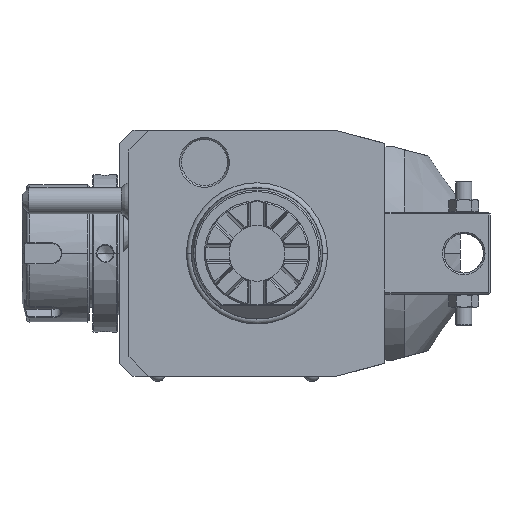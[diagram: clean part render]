
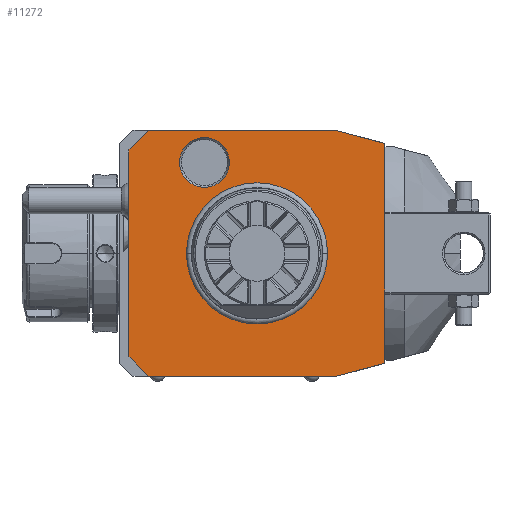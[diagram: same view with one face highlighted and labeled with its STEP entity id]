
A CAD part, front view. The second image highlights one B-rep face of the part: STEP entity #11272.
In plain terms, the highlighted planar face has unit normal (0, -1, 0).
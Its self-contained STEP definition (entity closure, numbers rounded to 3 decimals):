
#1=DIRECTION('',(-0.966,0.,0.259));
#2=VECTOR('',#1,15.529);
#3=CARTESIAN_POINT('',(39.,0.,33.481));
#4=LINE('',#3,#2);
#5=DIRECTION('',(0.,0.,1.));
#6=VECTOR('',#5,66.962);
#7=CARTESIAN_POINT('',(39.,0.,-33.481));
#8=LINE('',#7,#6);
#9=DIRECTION('',(0.966,0.,0.259));
#10=VECTOR('',#9,15.529);
#11=CARTESIAN_POINT('',(24.,0.,-37.5));
#12=LINE('',#11,#10);
#13=DIRECTION('',(1.,0.,0.));
#14=VECTOR('',#13,57.);
#15=CARTESIAN_POINT('',(-33.,0.,-37.5));
#16=LINE('',#15,#14);
#17=DIRECTION('',(0.707,0.,-0.707));
#18=VECTOR('',#17,8.485);
#19=CARTESIAN_POINT('',(-39.,0.,-31.5));
#20=LINE('',#19,#18);
#21=DIRECTION('',(0.,0.,-1.));
#22=VECTOR('',#21,63.);
#23=CARTESIAN_POINT('',(-39.,0.,31.5));
#24=LINE('',#23,#22);
#25=DIRECTION('',(-0.707,0.,-0.707));
#26=VECTOR('',#25,8.485);
#27=CARTESIAN_POINT('',(-33.,0.,37.5));
#28=LINE('',#27,#26);
#29=DIRECTION('',(-1.,0.,0.));
#30=VECTOR('',#29,57.);
#31=CARTESIAN_POINT('',(24.,0.,37.5));
#32=LINE('',#31,#30);
#33=CARTESIAN_POINT('',(-16.,0.,27.713));
#34=DIRECTION('',(0.,1.,0.));
#35=DIRECTION('',(1.,0.,0.));
#36=AXIS2_PLACEMENT_3D('',#33,#34,#35);
#38=CARTESIAN_POINT('',(-16.,0.,27.713));
#39=DIRECTION('',(0.,1.,0.));
#40=DIRECTION('',(-1.,0.,0.));
#41=AXIS2_PLACEMENT_3D('',#38,#39,#40);
#7407=CARTESIAN_POINT('',(0.,0.,0.));
#7408=DIRECTION('',(0.,-1.,0.));
#7409=DIRECTION('',(1.,0.,0.));
#7410=AXIS2_PLACEMENT_3D('',#7407,#7408,#7409);
#7412=CARTESIAN_POINT('',(0.,0.,0.));
#7413=DIRECTION('',(0.,-1.,0.));
#7414=DIRECTION('',(-1.,0.,0.));
#7415=AXIS2_PLACEMENT_3D('',#7412,#7413,#7414);
#10111=CARTESIAN_POINT('',(-8.423,0.,27.713));
#10112=CARTESIAN_POINT('',(-23.577,0.,27.713));
#10113=VERTEX_POINT('',#10111);
#10114=VERTEX_POINT('',#10112);
#11073=CARTESIAN_POINT('',(39.,0.,33.481));
#11074=CARTESIAN_POINT('',(24.,0.,37.5));
#11075=VERTEX_POINT('',#11073);
#11076=VERTEX_POINT('',#11074);
#11077=CARTESIAN_POINT('',(-33.,0.,37.5));
#11078=VERTEX_POINT('',#11077);
#11079=CARTESIAN_POINT('',(-39.,0.,31.5));
#11080=VERTEX_POINT('',#11079);
#11081=CARTESIAN_POINT('',(-39.,0.,-31.5));
#11082=VERTEX_POINT('',#11081);
#11083=CARTESIAN_POINT('',(-33.,0.,-37.5));
#11084=VERTEX_POINT('',#11083);
#11085=CARTESIAN_POINT('',(24.,0.,-37.5));
#11086=VERTEX_POINT('',#11085);
#11087=CARTESIAN_POINT('',(39.,0.,-33.481));
#11088=VERTEX_POINT('',#11087);
#11129=CARTESIAN_POINT('',(21.137,0.,0.));
#11130=CARTESIAN_POINT('',(-21.137,0.,0.));
#11131=VERTEX_POINT('',#11129);
#11132=VERTEX_POINT('',#11130);
#11237=CARTESIAN_POINT('',(0.,0.,0.));
#11238=DIRECTION('',(0.,-1.,0.));
#11239=DIRECTION('',(-1.,0.,0.));
#11240=AXIS2_PLACEMENT_3D('',#11237,#11238,#11239);
#11241=PLANE('',#11240);
#11243=ORIENTED_EDGE('',*,*,#11242,.F.);
#11245=ORIENTED_EDGE('',*,*,#11244,.F.);
#11247=ORIENTED_EDGE('',*,*,#11246,.F.);
#11249=ORIENTED_EDGE('',*,*,#11248,.F.);
#11251=ORIENTED_EDGE('',*,*,#11250,.F.);
#11253=ORIENTED_EDGE('',*,*,#11252,.F.);
#11255=ORIENTED_EDGE('',*,*,#11254,.F.);
#11257=ORIENTED_EDGE('',*,*,#11256,.F.);
#11258=EDGE_LOOP('',(#11243,#11245,#11247,#11249,#11251,#11253,#11255,#11257));
#11259=FACE_OUTER_BOUND('',#11258,.F.);
#11261=ORIENTED_EDGE('',*,*,#11260,.T.);
#11263=ORIENTED_EDGE('',*,*,#11262,.T.);
#11264=EDGE_LOOP('',(#11261,#11263));
#11265=FACE_BOUND('',#11264,.F.);
#11267=ORIENTED_EDGE('',*,*,#11266,.F.);
#11269=ORIENTED_EDGE('',*,*,#11268,.F.);
#11270=EDGE_LOOP('',(#11267,#11269));
#11271=FACE_BOUND('',#11270,.F.);
#37=CIRCLE('',#36,7.577);
#42=CIRCLE('',#41,7.577);
#7411=CIRCLE('',#7410,21.137);
#7416=CIRCLE('',#7415,21.137);
#11242=EDGE_CURVE('',#11075,#11076,#4,.T.);
#11244=EDGE_CURVE('',#11088,#11075,#8,.T.);
#11246=EDGE_CURVE('',#11086,#11088,#12,.T.);
#11248=EDGE_CURVE('',#11084,#11086,#16,.T.);
#11250=EDGE_CURVE('',#11082,#11084,#20,.T.);
#11252=EDGE_CURVE('',#11080,#11082,#24,.T.);
#11254=EDGE_CURVE('',#11078,#11080,#28,.T.);
#11256=EDGE_CURVE('',#11076,#11078,#32,.T.);
#11260=EDGE_CURVE('',#11131,#11132,#7411,.T.);
#11262=EDGE_CURVE('',#11132,#11131,#7416,.T.);
#11266=EDGE_CURVE('',#10113,#10114,#37,.T.);
#11268=EDGE_CURVE('',#10114,#10113,#42,.T.);
#11272=ADVANCED_FACE('',(#11259,#11265,#11271),#11241,.T.);
